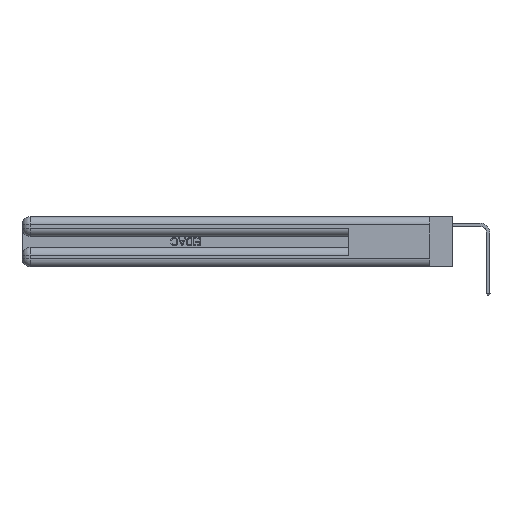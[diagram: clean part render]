
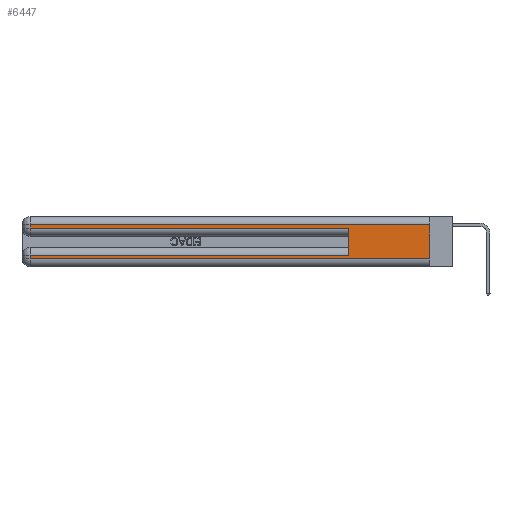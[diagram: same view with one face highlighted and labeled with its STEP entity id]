
A CAD part, left-side view. The second image highlights one B-rep face of the part: STEP entity #6447.
In plain terms, the highlighted planar face has unit normal (-1, 0, 0).
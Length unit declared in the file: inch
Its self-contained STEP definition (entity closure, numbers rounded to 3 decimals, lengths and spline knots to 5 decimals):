
#968 = CARTESIAN_POINT ( 'NONE',  ( 0., 0.6, 0.085 ) ) ;
#1102 = VECTOR ( 'NONE', #10725, 39.37008 ) ;
#1412 = DIRECTION ( 'NONE',  ( 1., 0., 0. ) ) ;
#2555 = ORIENTED_EDGE ( 'NONE', *, *, #31907, .F. ) ;
#2957 = CARTESIAN_POINT ( 'NONE',  ( 0., 0., 0.06 ) ) ;
#3136 = VECTOR ( 'NONE', #25851, 39.37008 ) ;
#3449 = LINE ( 'NONE', #21482, #1102 ) ;
#4456 = VERTEX_POINT ( 'NONE', #16435 ) ;
#5035 = CARTESIAN_POINT ( 'NONE',  ( 0., 0., 0.31 ) ) ;
#5101 = EDGE_CURVE ( 'NONE', #16217, #28120, #30785, .T. ) ;
#6447 = ADVANCED_FACE ( 'NONE', ( #25214 ), #31005, .F. ) ;
#6530 = DIRECTION ( 'NONE',  ( 0., 0., -1. ) ) ;
#6668 = EDGE_CURVE ( 'NONE', #21150, #12646, #3449, .T. ) ;
#6767 = DIRECTION ( 'NONE',  ( 0., 0., -1. ) ) ;
#7870 = VERTEX_POINT ( 'NONE', #2957 ) ;
#8583 = ORIENTED_EDGE ( 'NONE', *, *, #30402, .T. ) ;
#8663 = CARTESIAN_POINT ( 'NONE',  ( 0., 0., 0.06 ) ) ;
#8881 = EDGE_CURVE ( 'NONE', #9445, #33099, #31291, .T. ) ;
#9445 = VERTEX_POINT ( 'NONE', #19564 ) ;
#10725 = DIRECTION ( 'NONE',  ( 0., 0., 1. ) ) ;
#10947 = DIRECTION ( 'NONE',  ( 0., -1., 0. ) ) ;
#11292 = LINE ( 'NONE', #8663, #17822 ) ;
#11738 = ORIENTED_EDGE ( 'NONE', *, *, #23165, .T. ) ;
#11918 = VECTOR ( 'NONE', #14943, 39.37008 ) ;
#12646 = VERTEX_POINT ( 'NONE', #31493 ) ;
#13132 = DIRECTION ( 'NONE',  ( 0., 1., 0. ) ) ;
#13242 = EDGE_LOOP ( 'NONE', ( #2555, #14026, #8583, #22802, #21671, #22770, #33230, #11738 ) ) ;
#13621 = EDGE_CURVE ( 'NONE', #4456, #12646, #15369, .T. ) ;
#13656 = LINE ( 'NONE', #29676, #17635 ) ;
#14026 = ORIENTED_EDGE ( 'NONE', *, *, #8881, .T. ) ;
#14943 = DIRECTION ( 'NONE',  ( 0., 0., -1. ) ) ;
#15080 = CARTESIAN_POINT ( 'NONE',  ( 0., 2.94, 0.37 ) ) ;
#15369 = LINE ( 'NONE', #26136, #29250 ) ;
#16217 = VERTEX_POINT ( 'NONE', #21927 ) ;
#16435 = CARTESIAN_POINT ( 'NONE',  ( 0., 2.94, 0.285 ) ) ;
#17348 = CARTESIAN_POINT ( 'NONE',  ( 0., 0., 0.37 ) ) ;
#17635 = VECTOR ( 'NONE', #13132, 39.37008 ) ;
#17822 = VECTOR ( 'NONE', #10947, 39.37008 ) ;
#18383 = DIRECTION ( 'NONE',  ( 0., -1., 0. ) ) ;
#19003 = EDGE_CURVE ( 'NONE', #21150, #16217, #13656, .T. ) ;
#19564 = CARTESIAN_POINT ( 'NONE',  ( 0., 0., 0.31 ) ) ;
#19665 = AXIS2_PLACEMENT_3D ( 'NONE', #25040, #1412, #6530 ) ;
#21150 = VERTEX_POINT ( 'NONE', #968 ) ;
#21482 = CARTESIAN_POINT ( 'NONE',  ( 0., 0.6, 0.145 ) ) ;
#21671 = ORIENTED_EDGE ( 'NONE', *, *, #6668, .F. ) ;
#21740 = VECTOR ( 'NONE', #29339, 39.37008 ) ;
#21927 = CARTESIAN_POINT ( 'NONE',  ( 0., 2.94, 0.085 ) ) ;
#22770 = ORIENTED_EDGE ( 'NONE', *, *, #19003, .T. ) ;
#22802 = ORIENTED_EDGE ( 'NONE', *, *, #13621, .T. ) ;
#23165 = EDGE_CURVE ( 'NONE', #28120, #7870, #11292, .T. ) ;
#23246 = LINE ( 'NONE', #31506, #11918 ) ;
#25040 = CARTESIAN_POINT ( 'NONE',  ( 0., 0., 0.37 ) ) ;
#25214 = FACE_OUTER_BOUND ( 'NONE', #13242, .T. ) ;
#25851 = DIRECTION ( 'NONE',  ( 0., 0., -1. ) ) ;
#26136 = CARTESIAN_POINT ( 'NONE',  ( 0., 0., 0.285 ) ) ;
#26618 = CARTESIAN_POINT ( 'NONE',  ( 0., 2.94, 0.31 ) ) ;
#28120 = VERTEX_POINT ( 'NONE', #31756 ) ;
#29250 = VECTOR ( 'NONE', #18383, 39.37008 ) ;
#29339 = DIRECTION ( 'NONE',  ( 0., 1., 0. ) ) ;
#29676 = CARTESIAN_POINT ( 'NONE',  ( 0., 0., 0.085 ) ) ;
#30402 = EDGE_CURVE ( 'NONE', #33099, #4456, #23246, .T. ) ;
#30552 = LINE ( 'NONE', #17348, #31116 ) ;
#30785 = LINE ( 'NONE', #15080, #3136 ) ;
#31005 = PLANE ( 'NONE',  #19665 ) ;
#31116 = VECTOR ( 'NONE', #6767, 39.37008 ) ;
#31291 = LINE ( 'NONE', #5035, #21740 ) ;
#31493 = CARTESIAN_POINT ( 'NONE',  ( 0., 0.6, 0.285 ) ) ;
#31506 = CARTESIAN_POINT ( 'NONE',  ( 0., 2.94, 0.37 ) ) ;
#31756 = CARTESIAN_POINT ( 'NONE',  ( 0., 2.94, 0.06 ) ) ;
#31907 = EDGE_CURVE ( 'NONE', #9445, #7870, #30552, .T. ) ;
#33099 = VERTEX_POINT ( 'NONE', #26618 ) ;
#33230 = ORIENTED_EDGE ( 'NONE', *, *, #5101, .T. ) ;
